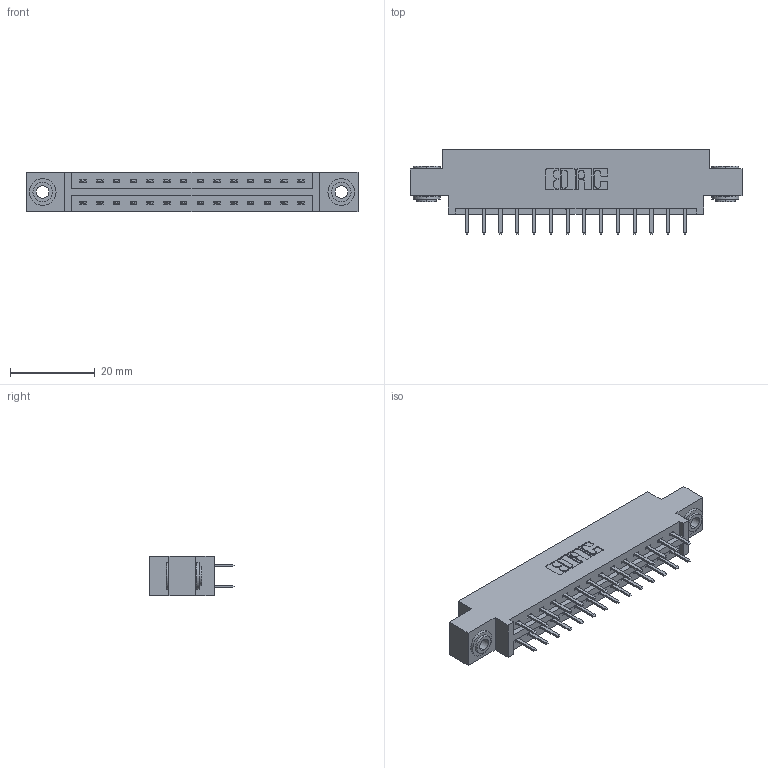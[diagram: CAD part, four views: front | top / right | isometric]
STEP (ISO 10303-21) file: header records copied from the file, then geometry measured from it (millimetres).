
FILE_DESCRIPTION (( 'STEP AP203' ), '1' );
FILE_NAME ('387-028-520-803.STEP', '2018-09-16T17:30:45', ( '' ), ( '' ), 'SwSTEP 2.0', 'SolidWorks 2016', '' );
FILE_SCHEMA (( 'CONFIG_CONTROL_DESIGN' ));
Length unit declared in the file: inch
Products named in the file (4): 345-292-001_345-293-120; 345-250-002_345-250-002-102; 387-028-520-803; 337 Part_0.170 Offset - 0.156 Dia-TH
Assembly tree (31 placements, depth 2):
  387-028-520-803
    337 Part_0.170 Offset - 0.156 Dia-TH
    345-292-001_345-293-120  x28
    345-250-002_345-250-002-102  x2
Bounding box: 78.49 x 20.02 x 9.4 mm (x, y, z)
Volume: 7788.3 mm3; surface area: 8829.9 mm2
Topology: 31 solids, 31 shells, 1780 faces, 5131 edges, 3342 vertices
Faces by surface type: plane 1204, cylinder 568, cone 8
Entity records: 15372 total; most frequent: CARTESIAN_POINT 2601, ORIENTED_EDGE 2518, DIRECTION 2285, EDGE_CURVE 1259, LINE 1103, VECTOR 1103, VERTEX_POINT 834, AXIS2_PLACEMENT_3D 591
